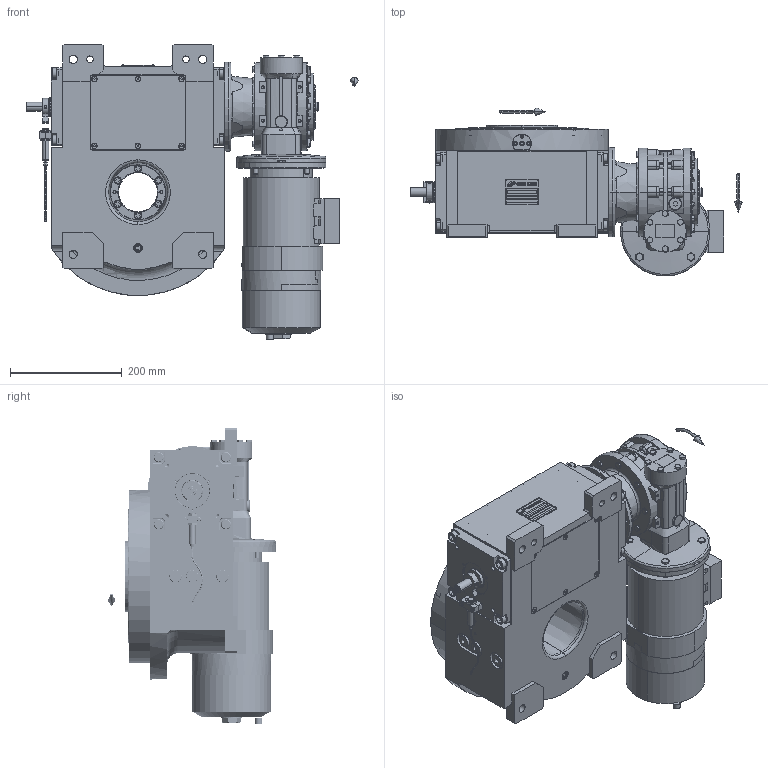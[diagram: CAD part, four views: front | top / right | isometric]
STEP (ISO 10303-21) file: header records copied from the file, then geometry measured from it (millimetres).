
FILE_DESCRIPTION (( 'STEP AP203' ), '1' );
FILE_NAME ('PC5201957.step', '2026-03-20T13:52:52', ( '' ), ( '' ), 'SwSTEP 2.0', 'SolidWorks 2020', '' );
FILE_SCHEMA (( 'CONFIG_CONTROL_DESIGN' ));
Length unit declared in the file: millimetre
Products named in the file (90): CFN2203_02_002.stp; cfn2003_01_054; rig09_004; olio_agip_blasia_150; CFN2104_02_018.stp; cfn2000_01_126; cfn2000_01_099; rig09_002_bl; AS_rig09_017; CFN2010_02_002.stp; cfn2151_01_170; cfn2000_01_081; CFN2155_01_195.stp; rig09_016; rig09_071_8_m.stp; AS_rig09_002_bl; cfn2401_01_003; AS_rig09_016; 900_38_11_019; freccia_angolare; cfn2115_02_057; RIG09_005_AF0.stp; CFN2356_03_053.stp; AS_900_38_30_003; rig09_001_a; cfn2128_19_002; freccia_angolare_albero; rig09_017; cfn2077_01_036; cfn2155_01_095; rig09_003_8; AS_900_38_11_019; cfn2205_01_015; RIG09_005_ASM.stp; cfn2070_05_009; cfn2476_01_002_60x46; AS_cfn2476_01_002_60x46; cfn2107_01_001; cfn2115_01_006; AS_rig09_004 ...
Assembly tree (79 placements, depth 5):
  CFN2203_02_002.stp
  olio_agip_blasia_150
  cfn2151_01_170
  cfn2115_02_057
  CFN2356_03_053.stp
Bounding box: 594.5 x 301 x 529.17 mm (x, y, z)
Volume: 11388521.3 mm3; surface area: 1804860.5 mm2
Topology: 69 solids, 71 shells, 3877 faces, 9754 edges, 6230 vertices
Faces by surface type: plane 1860, cylinder 1162, cone 579, torus 260, bspline 12, sphere 4
Entity records: 143590 total; most frequent: CARTESIAN_POINT 43075, ORIENTED_EDGE 19046, DIRECTION 18948, EDGE_CURVE 9525, AXIS2_PLACEMENT_3D 6969, VERTEX_POINT 6142, VECTOR 5010, LINE 5010
